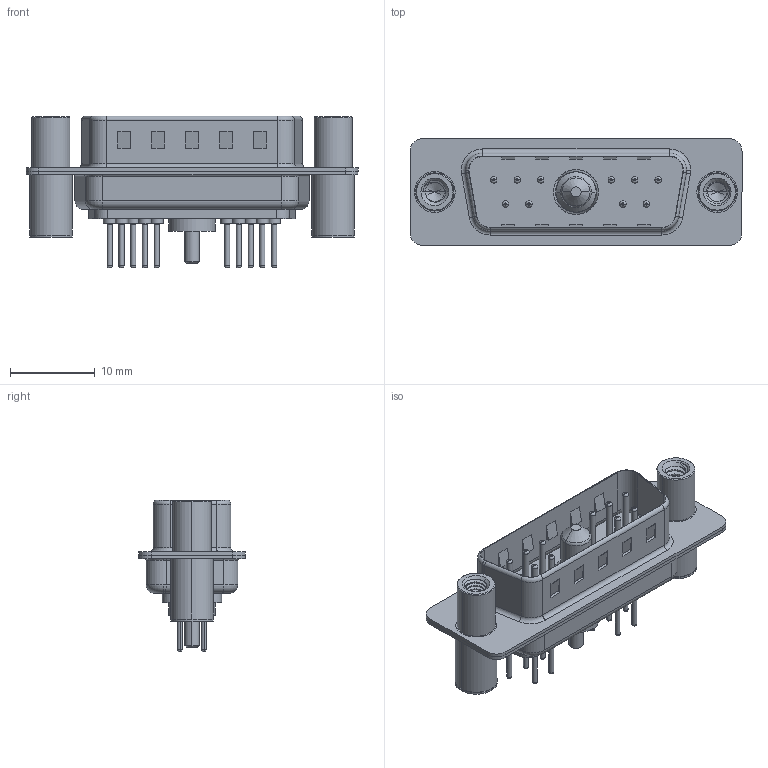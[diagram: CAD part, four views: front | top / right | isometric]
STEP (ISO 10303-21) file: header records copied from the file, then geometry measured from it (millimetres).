
FILE_DESCRIPTION (( 'STEP AP203' ), '1' );
FILE_NAME ('627-11W1224-1TC.STEP', '2019-05-25T11:24:11', ( '' ), ( '' ), 'SwSTEP 2.0', 'SolidWorks 2016', '' );
FILE_SCHEMA (( 'CONFIG_CONTROL_DESIGN' ));
Length unit declared in the file: millimetre
Products named in the file (9): 627Combo Contact Row 1_24; 627Combo Contact Row 2_24; 627-11W1224-1TC; 627Combo Housing_11W1; 627Combo Shell Rear_15 Contacts; 627Combo Shell Front_15 Contacts; 627Combo Threaded Standoff and Board Spacer_C; Power Pin_10A S; 627Combo Threaded Standoff and Board Spacer_4
Assembly tree (16 placements, depth 2):
  627-11W1224-1TC
    627Combo Housing_11W1
    627Combo Shell Rear_15 Contacts
    627Combo Shell Front_15 Contacts
    627Combo Threaded Standoff and Board Spacer_C
    Power Pin_10A S
    627Combo Threaded Standoff and Board Spacer_4
    627Combo Contact Row 1_24  x6
    627Combo Contact Row 2_24  x4
Bounding box: 39.15 x 12.6 x 17.9 mm (x, y, z)
Volume: 2186.6 mm3; surface area: 5304.3 mm2
Topology: 17 solids, 20 shells, 858 faces, 1949 edges, 1193 vertices
Faces by surface type: cylinder 358, plane 234, torus 216, cone 36, bspline 14
Entity records: 24005 total; most frequent: CARTESIAN_POINT 8262, DIRECTION 3182, ORIENTED_EDGE 2982, EDGE_CURVE 1491, AXIS2_PLACEMENT_3D 1252, VERTEX_POINT 937, EDGE_LOOP 728, VECTOR 678
